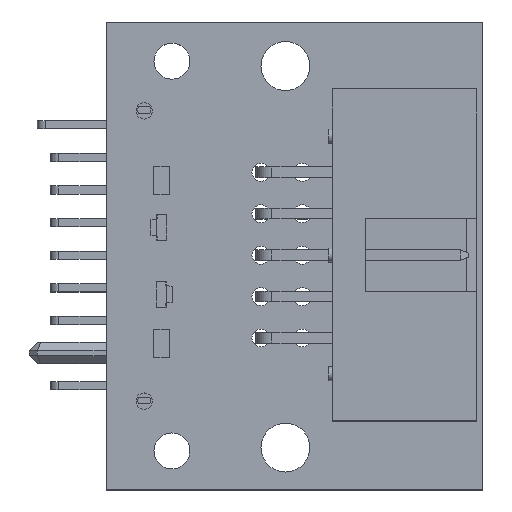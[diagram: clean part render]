
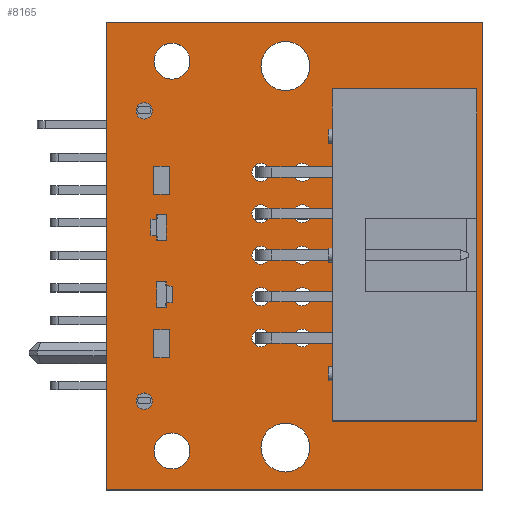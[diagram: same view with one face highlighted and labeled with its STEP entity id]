
A CAD part, top view. The second image highlights one B-rep face of the part: STEP entity #8165.
In plain terms, the highlighted planar face has unit normal (0, 0, 1).
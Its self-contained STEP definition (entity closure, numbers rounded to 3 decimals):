
#7460 = VERTEX_POINT('',#7461);
#7461 = CARTESIAN_POINT('',(4.7,0.,0.));
#7467 = EDGE_CURVE('',#7460,#7468,#7470,.T.);
#7468 = VERTEX_POINT('',#7469);
#7469 = CARTESIAN_POINT('',(27.8,0.,0.));
#7470 = LINE('',#7471,#7472);
#7471 = CARTESIAN_POINT('',(4.7,0.,0.));
#7472 = VECTOR('',#7473,1.);
#7473 = DIRECTION('',(1.,0.,0.));
#7498 = EDGE_CURVE('',#7468,#7499,#7501,.T.);
#7499 = VERTEX_POINT('',#7500);
#7500 = CARTESIAN_POINT('',(27.8,28.702,0.));
#7501 = LINE('',#7502,#7503);
#7502 = CARTESIAN_POINT('',(27.8,0.,0.));
#7503 = VECTOR('',#7504,1.);
#7504 = DIRECTION('',(0.,1.,0.));
#7529 = EDGE_CURVE('',#7499,#7530,#7532,.T.);
#7530 = VERTEX_POINT('',#7531);
#7531 = CARTESIAN_POINT('',(4.7,28.702,0.));
#7532 = LINE('',#7533,#7534);
#7533 = CARTESIAN_POINT('',(27.8,28.702,0.));
#7534 = VECTOR('',#7535,1.);
#7535 = DIRECTION('',(-1.,0.,0.));
#7560 = EDGE_CURVE('',#7530,#7460,#7561,.T.);
#7561 = LINE('',#7562,#7563);
#7562 = CARTESIAN_POINT('',(4.7,28.702,0.));
#7563 = VECTOR('',#7564,1.);
#7564 = DIRECTION('',(0.,-1.,0.));
#7584 = VERTEX_POINT('',#7585);
#7585 = CARTESIAN_POINT('',(9.838,2.399,0.));
#7591 = EDGE_CURVE('',#7584,#7584,#7592,.T.);
#7592 = CIRCLE('',#7593,1.1);
#7593 = AXIS2_PLACEMENT_3D('',#7594,#7595,#7596);
#7594 = CARTESIAN_POINT('',(8.738,2.399,0.));
#7595 = DIRECTION('',(0.,0.,1.));
#7596 = DIRECTION('',(1.,0.,0.));
#7617 = VERTEX_POINT('',#7618);
#7618 = CARTESIAN_POINT('',(7.538,5.449,0.));
#7624 = EDGE_CURVE('',#7617,#7617,#7625,.T.);
#7625 = CIRCLE('',#7626,0.5);
#7626 = AXIS2_PLACEMENT_3D('',#7627,#7628,#7629);
#7627 = CARTESIAN_POINT('',(7.038,5.449,0.));
#7628 = DIRECTION('',(0.,0.,1.));
#7629 = DIRECTION('',(1.,0.,0.));
#7650 = VERTEX_POINT('',#7651);
#7651 = CARTESIAN_POINT('',(14.745,11.86,0.));
#7657 = EDGE_CURVE('',#7650,#7650,#7658,.T.);
#7658 = CIRCLE('',#7659,0.55);
#7659 = AXIS2_PLACEMENT_3D('',#7660,#7661,#7662);
#7660 = CARTESIAN_POINT('',(14.195,11.86,0.));
#7661 = DIRECTION('',(0.,0.,1.));
#7662 = DIRECTION('',(1.,0.,0.));
#7683 = VERTEX_POINT('',#7684);
#7684 = CARTESIAN_POINT('',(14.745,14.4,0.));
#7690 = EDGE_CURVE('',#7683,#7683,#7691,.T.);
#7691 = CIRCLE('',#7692,0.55);
#7692 = AXIS2_PLACEMENT_3D('',#7693,#7694,#7695);
#7693 = CARTESIAN_POINT('',(14.195,14.4,0.));
#7694 = DIRECTION('',(0.,0.,1.));
#7695 = DIRECTION('',(1.,0.,0.));
#7716 = VERTEX_POINT('',#7717);
#7717 = CARTESIAN_POINT('',(7.538,23.249,0.));
#7723 = EDGE_CURVE('',#7716,#7716,#7724,.T.);
#7724 = CIRCLE('',#7725,0.5);
#7725 = AXIS2_PLACEMENT_3D('',#7726,#7727,#7728);
#7726 = CARTESIAN_POINT('',(7.038,23.249,0.));
#7727 = DIRECTION('',(0.,0.,1.));
#7728 = DIRECTION('',(1.,0.,0.));
#7749 = VERTEX_POINT('',#7750);
#7750 = CARTESIAN_POINT('',(9.838,26.298,0.));
#7756 = EDGE_CURVE('',#7749,#7749,#7757,.T.);
#7757 = CIRCLE('',#7758,1.1);
#7758 = AXIS2_PLACEMENT_3D('',#7759,#7760,#7761);
#7759 = CARTESIAN_POINT('',(8.738,26.298,0.));
#7760 = DIRECTION('',(0.,0.,1.));
#7761 = DIRECTION('',(1.,0.,0.));
#7782 = VERTEX_POINT('',#7783);
#7783 = CARTESIAN_POINT('',(14.745,16.94,0.));
#7789 = EDGE_CURVE('',#7782,#7782,#7790,.T.);
#7790 = CIRCLE('',#7791,0.55);
#7791 = AXIS2_PLACEMENT_3D('',#7792,#7793,#7794);
#7792 = CARTESIAN_POINT('',(14.195,16.94,0.));
#7793 = DIRECTION('',(0.,0.,1.));
#7794 = DIRECTION('',(1.,0.,0.));
#7815 = VERTEX_POINT('',#7816);
#7816 = CARTESIAN_POINT('',(14.745,19.48,0.));
#7822 = EDGE_CURVE('',#7815,#7815,#7823,.T.);
#7823 = CIRCLE('',#7824,0.55);
#7824 = AXIS2_PLACEMENT_3D('',#7825,#7826,#7827);
#7825 = CARTESIAN_POINT('',(14.195,19.48,0.));
#7826 = DIRECTION('',(0.,0.,1.));
#7827 = DIRECTION('',(1.,0.,0.));
#7848 = VERTEX_POINT('',#7849);
#7849 = CARTESIAN_POINT('',(17.2,2.6,0.));
#7855 = EDGE_CURVE('',#7848,#7848,#7856,.T.);
#7856 = CIRCLE('',#7857,1.5);
#7857 = AXIS2_PLACEMENT_3D('',#7858,#7859,#7860);
#7858 = CARTESIAN_POINT('',(15.7,2.6,0.));
#7859 = DIRECTION('',(0.,0.,1.));
#7860 = DIRECTION('',(1.,0.,0.));
#7881 = VERTEX_POINT('',#7882);
#7882 = CARTESIAN_POINT('',(14.745,9.32,0.));
#7888 = EDGE_CURVE('',#7881,#7881,#7889,.T.);
#7889 = CIRCLE('',#7890,0.55);
#7890 = AXIS2_PLACEMENT_3D('',#7891,#7892,#7893);
#7891 = CARTESIAN_POINT('',(14.195,9.32,0.));
#7892 = DIRECTION('',(0.,0.,1.));
#7893 = DIRECTION('',(1.,0.,0.));
#7914 = VERTEX_POINT('',#7915);
#7915 = CARTESIAN_POINT('',(17.285,9.32,0.));
#7921 = EDGE_CURVE('',#7914,#7914,#7922,.T.);
#7922 = CIRCLE('',#7923,0.55);
#7923 = AXIS2_PLACEMENT_3D('',#7924,#7925,#7926);
#7924 = CARTESIAN_POINT('',(16.735,9.32,0.));
#7925 = DIRECTION('',(0.,0.,1.));
#7926 = DIRECTION('',(1.,0.,0.));
#7947 = VERTEX_POINT('',#7948);
#7948 = CARTESIAN_POINT('',(17.285,11.86,0.));
#7954 = EDGE_CURVE('',#7947,#7947,#7955,.T.);
#7955 = CIRCLE('',#7956,0.55);
#7956 = AXIS2_PLACEMENT_3D('',#7957,#7958,#7959);
#7957 = CARTESIAN_POINT('',(16.735,11.86,0.));
#7958 = DIRECTION('',(0.,0.,1.));
#7959 = DIRECTION('',(1.,0.,0.));
#7980 = VERTEX_POINT('',#7981);
#7981 = CARTESIAN_POINT('',(17.285,19.48,0.));
#7987 = EDGE_CURVE('',#7980,#7980,#7988,.T.);
#7988 = CIRCLE('',#7989,0.55);
#7989 = AXIS2_PLACEMENT_3D('',#7990,#7991,#7992);
#7990 = CARTESIAN_POINT('',(16.735,19.48,0.));
#7991 = DIRECTION('',(0.,0.,1.));
#7992 = DIRECTION('',(1.,0.,0.));
#8013 = VERTEX_POINT('',#8014);
#8014 = CARTESIAN_POINT('',(17.2,26.,0.));
#8020 = EDGE_CURVE('',#8013,#8013,#8021,.T.);
#8021 = CIRCLE('',#8022,1.5);
#8022 = AXIS2_PLACEMENT_3D('',#8023,#8024,#8025);
#8023 = CARTESIAN_POINT('',(15.7,26.,0.));
#8024 = DIRECTION('',(0.,0.,1.));
#8025 = DIRECTION('',(1.,0.,0.));
#8046 = VERTEX_POINT('',#8047);
#8047 = CARTESIAN_POINT('',(17.285,14.4,0.));
#8053 = EDGE_CURVE('',#8046,#8046,#8054,.T.);
#8054 = CIRCLE('',#8055,0.55);
#8055 = AXIS2_PLACEMENT_3D('',#8056,#8057,#8058);
#8056 = CARTESIAN_POINT('',(16.735,14.4,0.));
#8057 = DIRECTION('',(0.,0.,1.));
#8058 = DIRECTION('',(1.,0.,0.));
#8079 = VERTEX_POINT('',#8080);
#8080 = CARTESIAN_POINT('',(17.285,16.94,0.));
#8086 = EDGE_CURVE('',#8079,#8079,#8087,.T.);
#8087 = CIRCLE('',#8088,0.55);
#8088 = AXIS2_PLACEMENT_3D('',#8089,#8090,#8091);
#8089 = CARTESIAN_POINT('',(16.735,16.94,0.));
#8090 = DIRECTION('',(0.,0.,1.));
#8091 = DIRECTION('',(1.,0.,0.));
#8165 = ADVANCED_FACE('',(#8166,#8172,#8175,#8178,#8181,#8184,#8187,
    #8190,#8193,#8196,#8199,#8202,#8205,#8208,#8211,#8214,#8217),#8220,
  .F.);
#8166 = FACE_BOUND('',#8167,.T.);
#8167 = EDGE_LOOP('',(#8168,#8169,#8170,#8171));
#8168 = ORIENTED_EDGE('',*,*,#7467,.T.);
#8169 = ORIENTED_EDGE('',*,*,#7498,.T.);
#8170 = ORIENTED_EDGE('',*,*,#7529,.T.);
#8171 = ORIENTED_EDGE('',*,*,#7560,.T.);
#8172 = FACE_BOUND('',#8173,.F.);
#8173 = EDGE_LOOP('',(#8174));
#8174 = ORIENTED_EDGE('',*,*,#7591,.T.);
#8175 = FACE_BOUND('',#8176,.F.);
#8176 = EDGE_LOOP('',(#8177));
#8177 = ORIENTED_EDGE('',*,*,#7624,.T.);
#8178 = FACE_BOUND('',#8179,.F.);
#8179 = EDGE_LOOP('',(#8180));
#8180 = ORIENTED_EDGE('',*,*,#7657,.T.);
#8181 = FACE_BOUND('',#8182,.F.);
#8182 = EDGE_LOOP('',(#8183));
#8183 = ORIENTED_EDGE('',*,*,#7690,.T.);
#8184 = FACE_BOUND('',#8185,.F.);
#8185 = EDGE_LOOP('',(#8186));
#8186 = ORIENTED_EDGE('',*,*,#7723,.T.);
#8187 = FACE_BOUND('',#8188,.F.);
#8188 = EDGE_LOOP('',(#8189));
#8189 = ORIENTED_EDGE('',*,*,#7756,.T.);
#8190 = FACE_BOUND('',#8191,.F.);
#8191 = EDGE_LOOP('',(#8192));
#8192 = ORIENTED_EDGE('',*,*,#7789,.T.);
#8193 = FACE_BOUND('',#8194,.F.);
#8194 = EDGE_LOOP('',(#8195));
#8195 = ORIENTED_EDGE('',*,*,#7822,.T.);
#8196 = FACE_BOUND('',#8197,.F.);
#8197 = EDGE_LOOP('',(#8198));
#8198 = ORIENTED_EDGE('',*,*,#7855,.T.);
#8199 = FACE_BOUND('',#8200,.F.);
#8200 = EDGE_LOOP('',(#8201));
#8201 = ORIENTED_EDGE('',*,*,#7888,.T.);
#8202 = FACE_BOUND('',#8203,.F.);
#8203 = EDGE_LOOP('',(#8204));
#8204 = ORIENTED_EDGE('',*,*,#7921,.T.);
#8205 = FACE_BOUND('',#8206,.F.);
#8206 = EDGE_LOOP('',(#8207));
#8207 = ORIENTED_EDGE('',*,*,#7954,.T.);
#8208 = FACE_BOUND('',#8209,.F.);
#8209 = EDGE_LOOP('',(#8210));
#8210 = ORIENTED_EDGE('',*,*,#7987,.T.);
#8211 = FACE_BOUND('',#8212,.F.);
#8212 = EDGE_LOOP('',(#8213));
#8213 = ORIENTED_EDGE('',*,*,#8020,.T.);
#8214 = FACE_BOUND('',#8215,.F.);
#8215 = EDGE_LOOP('',(#8216));
#8216 = ORIENTED_EDGE('',*,*,#8053,.T.);
#8217 = FACE_BOUND('',#8218,.F.);
#8218 = EDGE_LOOP('',(#8219));
#8219 = ORIENTED_EDGE('',*,*,#8086,.T.);
#8220 = PLANE('',#8221);
#8221 = AXIS2_PLACEMENT_3D('',#8222,#8223,#8224);
#8222 = CARTESIAN_POINT('',(4.7,0.,0.));
#8223 = DIRECTION('',(0.,0.,-1.));
#8224 = DIRECTION('',(-1.,0.,0.));
